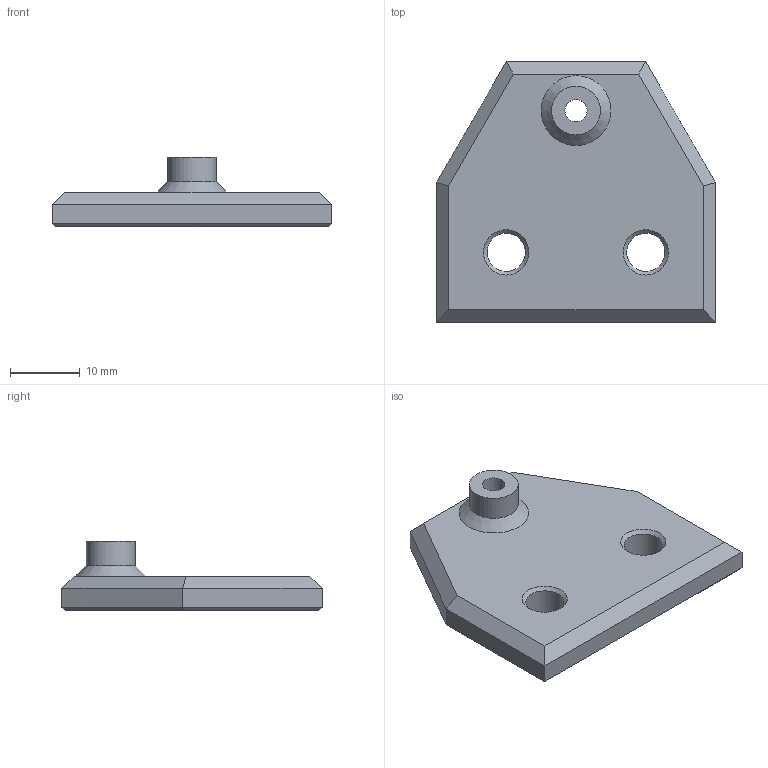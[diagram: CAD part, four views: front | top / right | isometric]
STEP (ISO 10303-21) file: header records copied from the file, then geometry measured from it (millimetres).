
FILE_DESCRIPTION(/* description */ ('Alibre Inc.'),/* implementation_level */ '2;1');
FILE_NAME(/* name */ 'export0',/* time_stamp */ '2015-07-11T13:43:09+12:00',/* author */ (''),/* organization */ (''),/* preprocessor_version */ 'ST-DEVELOPER v14',/* originating_system */ 'Alibre',/* authorisation */ '');
FILE_SCHEMA (('CONFIG_CONTROL_DESIGN'));
Length unit declared in the file: centimetre
Products named in the file (1): ID_1
Bounding box: 40 x 37.32 x 10 mm (x, y, z)
Volume: 6227.1 mm3; surface area: 3401.7 mm2
Topology: 1 solids, 1 shells, 43 faces, 95 edges, 56 vertices
Faces by surface type: plane 34, cone 5, cylinder 4
Full cylindrical faces by diameter (mm): 3.2 x1, 5.5 x2, 7 x1
Entity records: 1155 total; most frequent: CARTESIAN_POINT 183, ORIENTED_EDGE 170, DIRECTION 150, EDGE_CURVE 85, VECTOR 72, LINE 72, EDGE_LOOP 60, FACE_BOUND 60
